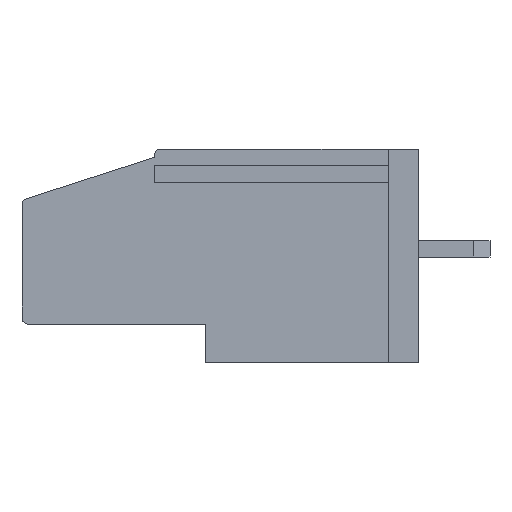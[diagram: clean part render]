
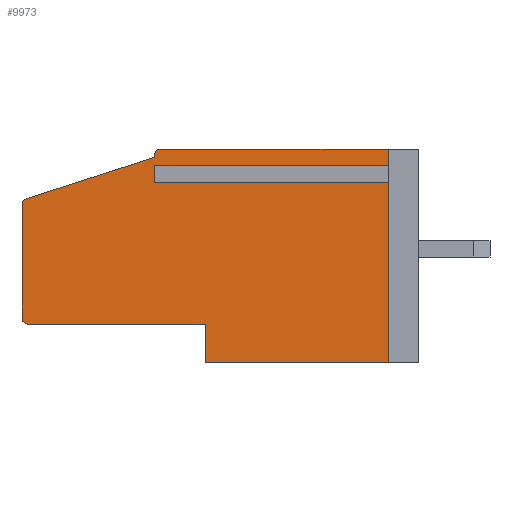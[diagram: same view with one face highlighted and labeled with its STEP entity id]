
A CAD part, left-side view. The second image highlights one B-rep face of the part: STEP entity #9973.
In plain terms, the highlighted planar face has unit normal (-1, 0, 0).
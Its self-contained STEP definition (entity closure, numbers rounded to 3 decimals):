
#41 = EDGE_LOOP ( 'NONE', ( #4172, #1590, #3746, #1958, #23020, #23413, #22261, #23843, #10938, #1427, #24343, #800, #14821, #23518, #1594 ) ) ;
#101 = VERTEX_POINT ( 'NONE', #29081 ) ;
#760 = EDGE_CURVE ( 'NONE', #17629, #23282, #13607, .T. ) ;
#800 = ORIENTED_EDGE ( 'NONE', *, *, #15709, .T. ) ;
#823 = CARTESIAN_POINT ( 'NONE',  ( 0., 10.5, 1.9 ) ) ;
#908 = CIRCLE ( 'NONE', #4751, 0.3 ) ;
#1046 = LINE ( 'NONE', #1492, #10188 ) ;
#1427 = ORIENTED_EDGE ( 'NONE', *, *, #23442, .F. ) ;
#1492 = CARTESIAN_POINT ( 'NONE',  ( 0., 19.5, 10.5 ) ) ;
#1556 = EDGE_CURVE ( 'NONE', #5002, #101, #6227, .T. ) ;
#1576 = CARTESIAN_POINT ( 'NONE',  ( 0., 19.2, 2.2 ) ) ;
#1590 = ORIENTED_EDGE ( 'NONE', *, *, #5040, .T. ) ;
#1594 = ORIENTED_EDGE ( 'NONE', *, *, #9061, .T. ) ;
#1958 = ORIENTED_EDGE ( 'NONE', *, *, #23270, .F. ) ;
#2177 = LINE ( 'NONE', #10899, #4480 ) ;
#2183 = VECTOR ( 'NONE', #6154, 1000. ) ;
#2265 = EDGE_CURVE ( 'NONE', #5002, #28896, #2177, .T. ) ;
#2795 = CARTESIAN_POINT ( 'NONE',  ( 0., 19.292, 8.067 ) ) ;
#2979 = VECTOR ( 'NONE', #7622, 1000. ) ;
#3197 = CARTESIAN_POINT ( 'NONE',  ( 0., 1.5, 0. ) ) ;
#3276 = LINE ( 'NONE', #10786, #22014 ) ;
#3746 = ORIENTED_EDGE ( 'NONE', *, *, #19586, .F. ) ;
#3989 = DIRECTION ( 'NONE',  ( 0., 1., 0. ) ) ;
#4172 = ORIENTED_EDGE ( 'NONE', *, *, #27113, .F. ) ;
#4269 = CARTESIAN_POINT ( 'NONE',  ( 0., 12.7, 10.2 ) ) ;
#4411 = DIRECTION ( 'NONE',  ( 0., 0., -1. ) ) ;
#4480 = VECTOR ( 'NONE', #20114, 1000. ) ;
#4534 = DIRECTION ( 'NONE',  ( -1., 0., 0. ) ) ;
#4751 = AXIS2_PLACEMENT_3D ( 'NONE', #29040, #4534, #17837 ) ;
#4752 = LINE ( 'NONE', #4895, #7204 ) ;
#4895 = CARTESIAN_POINT ( 'NONE',  ( 0., 10.5, 1.9 ) ) ;
#5002 = VERTEX_POINT ( 'NONE', #16431 ) ;
#5040 = EDGE_CURVE ( 'NONE', #17165, #28678, #16003, .T. ) ;
#5147 = EDGE_CURVE ( 'NONE', #101, #12712, #27561, .T. ) ;
#5206 = VERTEX_POINT ( 'NONE', #2795 ) ;
#6154 = DIRECTION ( 'NONE',  ( 0., -1., 0. ) ) ;
#6227 = LINE ( 'NONE', #13109, #17815 ) ;
#6450 = CARTESIAN_POINT ( 'NONE',  ( 0., 19.5, 0. ) ) ;
#6760 = AXIS2_PLACEMENT_3D ( 'NONE', #7707, #7567, #16799 ) ;
#7001 = VECTOR ( 'NONE', #22344, 1000. ) ;
#7180 = EDGE_CURVE ( 'NONE', #5206, #24556, #12007, .T. ) ;
#7181 = VERTEX_POINT ( 'NONE', #25705 ) ;
#7204 = VECTOR ( 'NONE', #25063, 1000. ) ;
#7567 = DIRECTION ( 'NONE',  ( 1., 0., 0. ) ) ;
#7622 = DIRECTION ( 'NONE',  ( 0., 0., 1. ) ) ;
#7707 = CARTESIAN_POINT ( 'NONE',  ( 0., 19.5, 10.5 ) ) ;
#8220 = DIRECTION ( 'NONE',  ( 0., 0., -1. ) ) ;
#8394 = LINE ( 'NONE', #6450, #11318 ) ;
#8493 = CARTESIAN_POINT ( 'NONE',  ( 0., 19.5, 1.9 ) ) ;
#8562 = CARTESIAN_POINT ( 'NONE',  ( 0., 12.7, 10.5 ) ) ;
#9061 = EDGE_CURVE ( 'NONE', #5206, #20515, #908, .T. ) ;
#9973 = ADVANCED_FACE ( 'NONE', ( #21732 ), #23672, .F. ) ;
#10075 = VECTOR ( 'NONE', #18870, 1000. ) ;
#10188 = VECTOR ( 'NONE', #15096, 1000. ) ;
#10786 = CARTESIAN_POINT ( 'NONE',  ( 0., 1.5, 10.5 ) ) ;
#10899 = CARTESIAN_POINT ( 'NONE',  ( 0., 13., 9.502 ) ) ;
#10938 = ORIENTED_EDGE ( 'NONE', *, *, #2265, .T. ) ;
#11318 = VECTOR ( 'NONE', #24226, 1000. ) ;
#11909 = CARTESIAN_POINT ( 'NONE',  ( 0., 13., 10.2 ) ) ;
#11943 = LINE ( 'NONE', #16998, #2979 ) ;
#12007 = LINE ( 'NONE', #21101, #10075 ) ;
#12662 = CARTESIAN_POINT ( 'NONE',  ( 0., 13., 10.1 ) ) ;
#12712 = VERTEX_POINT ( 'NONE', #13368 ) ;
#13109 = CARTESIAN_POINT ( 'NONE',  ( 0., 13., 9.502 ) ) ;
#13368 = CARTESIAN_POINT ( 'NONE',  ( 0., 1.5, 9.098 ) ) ;
#13607 = LINE ( 'NONE', #22569, #2183 ) ;
#14504 = EDGE_CURVE ( 'NONE', #24556, #16124, #11943, .T. ) ;
#14821 = ORIENTED_EDGE ( 'NONE', *, *, #14504, .F. ) ;
#15096 = DIRECTION ( 'NONE',  ( 0., 0., 1. ) ) ;
#15496 = DIRECTION ( 'NONE',  ( -1., 0., 0. ) ) ;
#15709 = EDGE_CURVE ( 'NONE', #17629, #16124, #21634, .T. ) ;
#15954 = VECTOR ( 'NONE', #23377, 1000. ) ;
#16003 = CIRCLE ( 'NONE', #20299, 0.3 ) ;
#16124 = VERTEX_POINT ( 'NONE', #11909 ) ;
#16142 = EDGE_CURVE ( 'NONE', #12712, #28977, #25479, .T. ) ;
#16431 = CARTESIAN_POINT ( 'NONE',  ( 0., 13., 9.502 ) ) ;
#16799 = DIRECTION ( 'NONE',  ( 0., 0., -1. ) ) ;
#16998 = CARTESIAN_POINT ( 'NONE',  ( 0., 13., 10.1 ) ) ;
#17165 = VERTEX_POINT ( 'NONE', #20979 ) ;
#17503 = CARTESIAN_POINT ( 'NONE',  ( 0., 1.5, 9.502 ) ) ;
#17629 = VERTEX_POINT ( 'NONE', #8562 ) ;
#17815 = VECTOR ( 'NONE', #26360, 1000. ) ;
#17837 = DIRECTION ( 'NONE',  ( 0., 0., -1. ) ) ;
#18870 = DIRECTION ( 'NONE',  ( 0., -0.952, 0.307 ) ) ;
#19474 = EDGE_CURVE ( 'NONE', #7181, #28977, #8394, .T. ) ;
#19586 = EDGE_CURVE ( 'NONE', #25177, #28678, #26071, .T. ) ;
#20114 = DIRECTION ( 'NONE',  ( 0., -1., 0. ) ) ;
#20299 = AXIS2_PLACEMENT_3D ( 'NONE', #1576, #21750, #24287 ) ;
#20515 = VERTEX_POINT ( 'NONE', #20606 ) ;
#20606 = CARTESIAN_POINT ( 'NONE',  ( 0., 19.5, 7.782 ) ) ;
#20979 = CARTESIAN_POINT ( 'NONE',  ( 0., 19.5, 2.2 ) ) ;
#21101 = CARTESIAN_POINT ( 'NONE',  ( 0., 19.5, 8. ) ) ;
#21171 = AXIS2_PLACEMENT_3D ( 'NONE', #4269, #15496, #4411 ) ;
#21634 = CIRCLE ( 'NONE', #21171, 0.3 ) ;
#21732 = FACE_OUTER_BOUND ( 'NONE', #41, .T. ) ;
#21750 = DIRECTION ( 'NONE',  ( -1., 0., 0. ) ) ;
#22014 = VECTOR ( 'NONE', #8220, 1000. ) ;
#22261 = ORIENTED_EDGE ( 'NONE', *, *, #5147, .F. ) ;
#22344 = DIRECTION ( 'NONE',  ( 0., -1., 0. ) ) ;
#22569 = CARTESIAN_POINT ( 'NONE',  ( 0., 19.5, 10.5 ) ) ;
#23020 = ORIENTED_EDGE ( 'NONE', *, *, #19474, .T. ) ;
#23054 = CARTESIAN_POINT ( 'NONE',  ( 0., 19.2, 1.9 ) ) ;
#23270 = EDGE_CURVE ( 'NONE', #7181, #25177, #4752, .T. ) ;
#23282 = VERTEX_POINT ( 'NONE', #29566 ) ;
#23377 = DIRECTION ( 'NONE',  ( 0., 0., -1. ) ) ;
#23413 = ORIENTED_EDGE ( 'NONE', *, *, #16142, .F. ) ;
#23442 = EDGE_CURVE ( 'NONE', #23282, #28896, #3276, .T. ) ;
#23518 = ORIENTED_EDGE ( 'NONE', *, *, #7180, .F. ) ;
#23672 = PLANE ( 'NONE',  #6760 ) ;
#23843 = ORIENTED_EDGE ( 'NONE', *, *, #1556, .F. ) ;
#24226 = DIRECTION ( 'NONE',  ( 0., -1., 0. ) ) ;
#24287 = DIRECTION ( 'NONE',  ( 0., 0., -1. ) ) ;
#24343 = ORIENTED_EDGE ( 'NONE', *, *, #760, .F. ) ;
#24556 = VERTEX_POINT ( 'NONE', #12662 ) ;
#24588 = CARTESIAN_POINT ( 'NONE',  ( 0., 13., 9.098 ) ) ;
#25063 = DIRECTION ( 'NONE',  ( 0., 0., 1. ) ) ;
#25177 = VERTEX_POINT ( 'NONE', #823 ) ;
#25479 = LINE ( 'NONE', #26052, #15954 ) ;
#25705 = CARTESIAN_POINT ( 'NONE',  ( 0., 10.5, 0. ) ) ;
#26052 = CARTESIAN_POINT ( 'NONE',  ( 0., 1.5, 10.5 ) ) ;
#26071 = LINE ( 'NONE', #8493, #27971 ) ;
#26360 = DIRECTION ( 'NONE',  ( 0., 0., -1. ) ) ;
#27113 = EDGE_CURVE ( 'NONE', #17165, #20515, #1046, .T. ) ;
#27561 = LINE ( 'NONE', #24588, #7001 ) ;
#27971 = VECTOR ( 'NONE', #3989, 1000. ) ;
#28678 = VERTEX_POINT ( 'NONE', #23054 ) ;
#28896 = VERTEX_POINT ( 'NONE', #17503 ) ;
#28977 = VERTEX_POINT ( 'NONE', #3197 ) ;
#29040 = CARTESIAN_POINT ( 'NONE',  ( 0., 19.2, 7.782 ) ) ;
#29081 = CARTESIAN_POINT ( 'NONE',  ( 0., 13., 9.098 ) ) ;
#29566 = CARTESIAN_POINT ( 'NONE',  ( 0., 1.5, 10.5 ) ) ;
